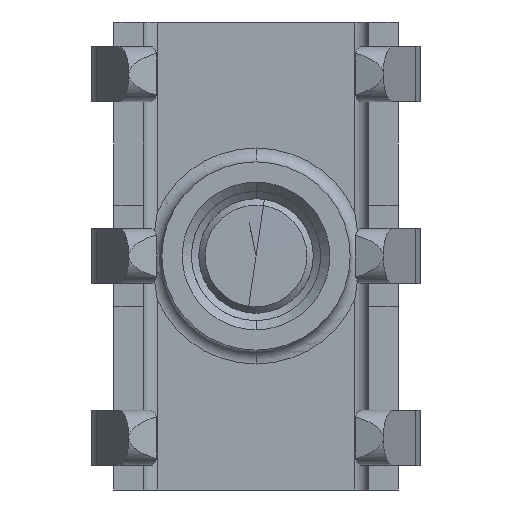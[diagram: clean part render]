
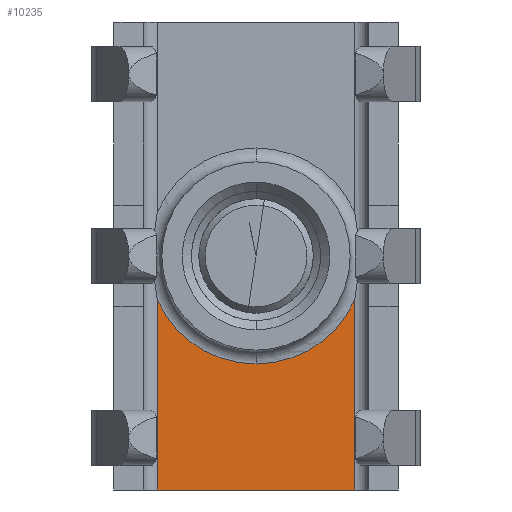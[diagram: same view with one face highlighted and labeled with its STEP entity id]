
A CAD part, front view. The second image highlights one B-rep face of the part: STEP entity #10235.
In plain terms, the highlighted planar face has unit normal (0, -1, 0).
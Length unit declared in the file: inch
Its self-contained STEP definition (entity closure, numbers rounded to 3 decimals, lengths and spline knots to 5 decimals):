
#69 = VECTOR ( 'NONE', #8575, 39.37008 ) ;
#339 = LINE ( 'NONE', #8615, #69 ) ;
#464 = ORIENTED_EDGE ( 'NONE', *, *, #10689, .F. ) ;
#748 = DIRECTION ( 'NONE',  ( 0., 0., -1. ) ) ;
#1138 = FACE_OUTER_BOUND ( 'NONE', #3951, .T. ) ;
#1277 = VERTEX_POINT ( 'NONE', #5824 ) ;
#1808 = CARTESIAN_POINT ( 'NONE',  ( 0.12259, 0.11517, -0.00841 ) ) ;
#2013 = CARTESIAN_POINT ( 'NONE',  ( 0.01559, 0.11517, -0.05574 ) ) ;
#2014 = VECTOR ( 'NONE', #4365, 39.37008 ) ;
#2226 = CIRCLE ( 'NONE', #10406, 0.117 ) ;
#2694 = DIRECTION ( 'NONE',  ( 0., 0., 1. ) ) ;
#2748 = CARTESIAN_POINT ( 'NONE',  ( 0.12259, 0.11517, -0.00841 ) ) ;
#2955 = AXIS2_PLACEMENT_3D ( 'NONE', #8845, #3605, #9722 ) ;
#3558 = EDGE_CURVE ( 'NONE', #10540, #1277, #2226, .T. ) ;
#3605 = DIRECTION ( 'NONE',  ( 0., 1., 0. ) ) ;
#3640 = DIRECTION ( 'NONE',  ( 0., 0., 1. ) ) ;
#3951 = EDGE_LOOP ( 'NONE', ( #464, #4777, #9529, #10700, #7614 ) ) ;
#4275 = CARTESIAN_POINT ( 'NONE',  ( 0.22959, 0.11517, -0.26191 ) ) ;
#4282 = LINE ( 'NONE', #11267, #10746 ) ;
#4314 = EDGE_CURVE ( 'NONE', #6841, #4559, #11077, .T. ) ;
#4365 = DIRECTION ( 'NONE',  ( 0., 0., -1. ) ) ;
#4559 = VERTEX_POINT ( 'NONE', #9924 ) ;
#4777 = ORIENTED_EDGE ( 'NONE', *, *, #3558, .T. ) ;
#5797 = CARTESIAN_POINT ( 'NONE',  ( 0.22959, 0.11517, -0.05574 ) ) ;
#5824 = CARTESIAN_POINT ( 'NONE',  ( 0.12259, 0.11517, -0.12541 ) ) ;
#6132 = VERTEX_POINT ( 'NONE', #4275 ) ;
#6405 = CARTESIAN_POINT ( 'NONE',  ( 0.01559, 0.11517, 0.24509 ) ) ;
#6762 = EDGE_CURVE ( 'NONE', #1277, #6841, #7863, .T. ) ;
#6841 = VERTEX_POINT ( 'NONE', #2013 ) ;
#7614 = ORIENTED_EDGE ( 'NONE', *, *, #10115, .T. ) ;
#7863 = CIRCLE ( 'NONE', #7899, 0.117 ) ;
#7899 = AXIS2_PLACEMENT_3D ( 'NONE', #2748, #8871, #3640 ) ;
#7940 = DIRECTION ( 'NONE',  ( 0., 1., 0. ) ) ;
#8575 = DIRECTION ( 'NONE',  ( 1., 0., 0. ) ) ;
#8615 = CARTESIAN_POINT ( 'NONE',  ( 0.01559, 0.11517, -0.26191 ) ) ;
#8845 = CARTESIAN_POINT ( 'NONE',  ( 0.01559, 0.11517, 0.24509 ) ) ;
#8871 = DIRECTION ( 'NONE',  ( 0., 1., 0. ) ) ;
#9529 = ORIENTED_EDGE ( 'NONE', *, *, #6762, .T. ) ;
#9722 = DIRECTION ( 'NONE',  ( 0., 0., 1. ) ) ;
#9924 = CARTESIAN_POINT ( 'NONE',  ( 0.01559, 0.11517, -0.26191 ) ) ;
#10115 = EDGE_CURVE ( 'NONE', #4559, #6132, #339, .T. ) ;
#10235 = ADVANCED_FACE ( 'NONE', ( #1138 ), #10596, .F. ) ;
#10406 = AXIS2_PLACEMENT_3D ( 'NONE', #1808, #7940, #2694 ) ;
#10540 = VERTEX_POINT ( 'NONE', #5797 ) ;
#10596 = PLANE ( 'NONE',  #2955 ) ;
#10689 = EDGE_CURVE ( 'NONE', #10540, #6132, #4282, .T. ) ;
#10700 = ORIENTED_EDGE ( 'NONE', *, *, #4314, .T. ) ;
#10746 = VECTOR ( 'NONE', #748, 39.37008 ) ;
#11077 = LINE ( 'NONE', #6405, #2014 ) ;
#11267 = CARTESIAN_POINT ( 'NONE',  ( 0.22959, 0.11517, 0.24509 ) ) ;
